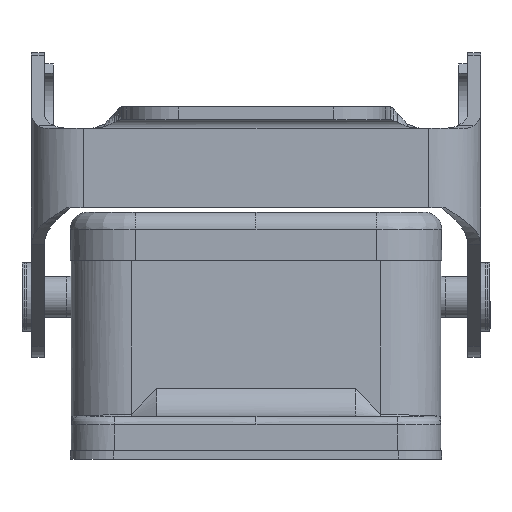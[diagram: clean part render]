
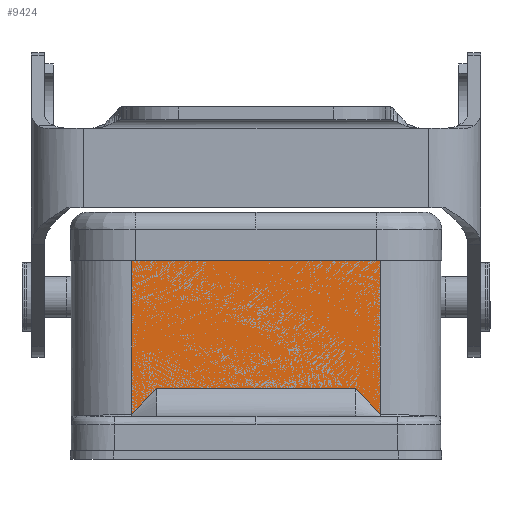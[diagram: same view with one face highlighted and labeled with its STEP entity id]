
A CAD part, left-side view. The second image highlights one B-rep face of the part: STEP entity #9424.
In plain terms, the highlighted planar face has unit normal (-1, 0, 0).
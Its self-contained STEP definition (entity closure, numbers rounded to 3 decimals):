
#7538=B_SPLINE_CURVE_WITH_KNOTS('',3,(#42407,#42408,#42409,#42410),
 .UNSPECIFIED.,.F.,.F.,(4,4),(0.,1.),.UNSPECIFIED.);
#9424=ADVANCED_FACE('',(#10829),#9930,.T.);
#9930=PLANE('',#27095);
#10829=FACE_OUTER_BOUND('',#12012,.T.);
#12012=EDGE_LOOP('',(#20096,#20097,#20098,#20099,#20100,#20101));
#13552=LINE('',#42368,#15062);
#13556=LINE('',#42391,#15066);
#13557=LINE('',#42404,#15067);
#13558=LINE('',#42411,#15068);
#13559=LINE('',#42412,#15069);
#15062=VECTOR('',#31268,1.);
#15066=VECTOR('',#31278,1.);
#15067=VECTOR('',#31279,1.);
#15068=VECTOR('',#31280,1.);
#15069=VECTOR('',#31281,1.);
#20096=ORIENTED_EDGE('',*,*,#25033,.T.);
#20097=ORIENTED_EDGE('',*,*,#25034,.F.);
#20098=ORIENTED_EDGE('',*,*,#25032,.T.);
#20099=ORIENTED_EDGE('',*,*,#25035,.T.);
#20100=ORIENTED_EDGE('',*,*,#25024,.F.);
#20101=ORIENTED_EDGE('',*,*,#25036,.T.);
#22379=VERTEX_POINT('',#42367);
#22380=VERTEX_POINT('',#42369);
#22384=VERTEX_POINT('',#42384);
#22386=VERTEX_POINT('',#42390);
#22387=VERTEX_POINT('',#42405);
#22388=VERTEX_POINT('',#42406);
#25024=EDGE_CURVE('',#22379,#22380,#13552,.T.);
#25032=EDGE_CURVE('',#22384,#22386,#13556,.T.);
#25033=EDGE_CURVE('',#22387,#22388,#13557,.T.);
#25034=EDGE_CURVE('',#22384,#22388,#7538,.T.);
#25035=EDGE_CURVE('',#22386,#22380,#13558,.T.);
#25036=EDGE_CURVE('',#22379,#22387,#13559,.T.);
#27095=AXIS2_PLACEMENT_3D('',#42413,#31282,#31283);
#31268=DIRECTION('',(0.,-1.,0.));
#31278=DIRECTION('',(0.,-0.697,-0.717));
#31279=DIRECTION('',(0.,-0.697,0.717));
#31280=DIRECTION('',(0.,0.,1.));
#31281=DIRECTION('',(0.,0.,-1.));
#31282=DIRECTION('',(-1.,0.,0.));
#31283=DIRECTION('',(0.,1.,0.));
#42367=CARTESIAN_POINT('',(-19.151,14.376,-2.275));
#42368=CARTESIAN_POINT('',(-19.151,14.376,-2.275));
#42369=CARTESIAN_POINT('',(-19.151,-14.424,-2.275));
#42384=CARTESIAN_POINT('',(-19.151,-11.524,-17.096));
#42390=CARTESIAN_POINT('',(-19.151,-14.424,-20.075));
#42391=CARTESIAN_POINT('',(-19.151,-11.524,-17.096));
#42404=CARTESIAN_POINT('',(-19.151,14.376,-20.075));
#42405=CARTESIAN_POINT('',(-19.151,14.376,-20.075));
#42406=CARTESIAN_POINT('',(-19.151,11.476,-17.096));
#42407=CARTESIAN_POINT('',(-19.145,-11.524,-17.098));
#42408=CARTESIAN_POINT('',(-19.145,-3.857,-17.098));
#42409=CARTESIAN_POINT('',(-19.145,3.81,-17.098));
#42410=CARTESIAN_POINT('',(-19.145,11.476,-17.098));
#42411=CARTESIAN_POINT('',(-19.151,-14.424,-20.075));
#42412=CARTESIAN_POINT('',(-19.151,14.376,-2.275));
#42413=CARTESIAN_POINT('',(-19.151,-15.134,0.846));
